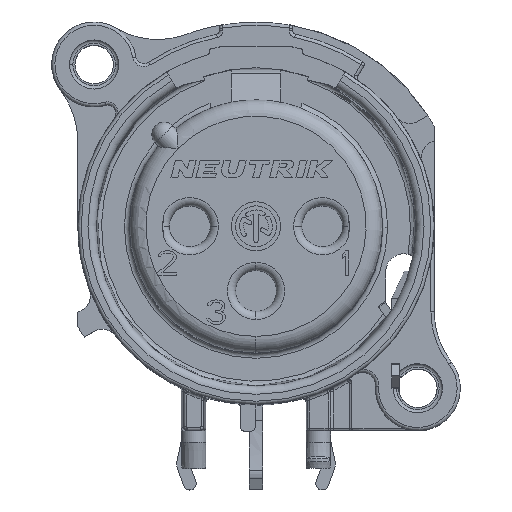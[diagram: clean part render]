
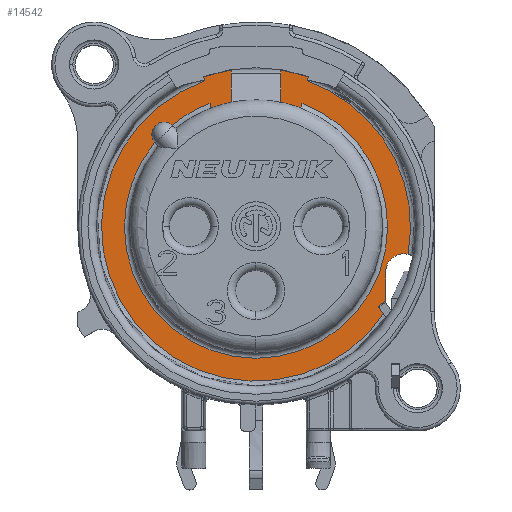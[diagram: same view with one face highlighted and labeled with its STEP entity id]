
A CAD part, top view. The second image highlights one B-rep face of the part: STEP entity #14542.
In plain terms, the highlighted planar face has unit normal (0, 0, 1).
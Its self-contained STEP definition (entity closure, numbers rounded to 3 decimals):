
#1=CARTESIAN_POINT('',(0.,0.,-4.8));
#2=DIRECTION('',(0.,0.,-1.));
#3=DIRECTION('',(0.349,0.937,0.));
#4=AXIS2_PLACEMENT_3D('',#1,#2,#3);
#32=CARTESIAN_POINT('',(0.,0.,-4.8));
#33=DIRECTION('',(0.,0.,-1.));
#34=DIRECTION('',(-0.638,0.77,0.));
#35=AXIS2_PLACEMENT_3D('',#32,#33,#34);
#63=CARTESIAN_POINT('',(-5.621,5.621,-4.8));
#64=DIRECTION('',(0.,0.,-1.));
#65=DIRECTION('',(-0.766,-0.643,0.));
#66=AXIS2_PLACEMENT_3D('',#63,#64,#65);
#68=CARTESIAN_POINT('',(0.,0.,-4.8));
#69=DIRECTION('',(0.,0.,-1.));
#70=DIRECTION('',(-0.33,0.944,0.));
#71=AXIS2_PLACEMENT_3D('',#68,#69,#70);
#73=DIRECTION('',(0.,1.,0.));
#74=VECTOR('',#73,2.356);
#75=CARTESIAN_POINT('',(7.94,-5.124,-4.8));
#76=LINE('',#75,#74);
#77=DIRECTION('',(-0.238,-0.971,0.));
#78=VECTOR('',#77,0.302);
#79=CARTESIAN_POINT('',(2.812,7.543,-4.8));
#80=LINE('',#79,#78);
#90=CARTESIAN_POINT('',(0.,0.,-4.8));
#91=DIRECTION('',(0.,0.,-1.));
#92=DIRECTION('',(0.194,0.981,0.));
#93=AXIS2_PLACEMENT_3D('',#90,#91,#92);
#183=DIRECTION('',(0.,-1.,0.));
#184=VECTOR('',#183,0.397);
#185=CARTESIAN_POINT('',(-1.5,8.,-4.8));
#186=LINE('',#185,#184);
#214=DIRECTION('',(0.238,-0.971,0.011));
#215=VECTOR('',#214,0.208);
#216=CARTESIAN_POINT('',(-3.208,9.163,-4.8));
#217=LINE('',#216,#215);
#237=CARTESIAN_POINT('',(3.159,8.961,-4.798));
#238=CARTESIAN_POINT('',(3.155,8.945,-4.798));
#239=CARTESIAN_POINT('',(3.15,8.927,-4.8));
#240=CARTESIAN_POINT('',(3.147,8.911,-4.8));
#267=CARTESIAN_POINT('',(0.,0.,-4.8));
#268=DIRECTION('',(0.,0.,1.));
#269=DIRECTION('',(0.984,-0.178,0.));
#270=AXIS2_PLACEMENT_3D('',#267,#268,#269);
#272=CARTESIAN_POINT('',(-3.159,8.961,-4.798));
#273=CARTESIAN_POINT('',(-3.155,8.945,-4.798));
#274=CARTESIAN_POINT('',(-3.15,8.927,-4.8));
#275=CARTESIAN_POINT('',(-3.147,8.911,-4.8));
#277=CARTESIAN_POINT('',(0.,0.,-4.8));
#278=DIRECTION('',(0.,0.,1.));
#279=DIRECTION('',(-0.333,0.943,0.));
#280=AXIS2_PLACEMENT_3D('',#277,#278,#279);
#291=CARTESIAN_POINT('',(7.94,-5.124,-4.8));
#336=DIRECTION('',(0.238,0.971,-0.011));
#337=VECTOR('',#336,0.208);
#338=CARTESIAN_POINT('',(3.159,8.961,-4.798));
#339=LINE('',#338,#337);
#2290=DIRECTION('',(0.238,-0.971,0.));
#2291=VECTOR('',#2290,0.302);
#2292=CARTESIAN_POINT('',(-2.812,7.543,-4.8));
#2293=LINE('',#2292,#2291);
#2307=CARTESIAN_POINT('',(0.,0.,-4.8));
#2308=DIRECTION('',(0.,0.,-1.));
#2309=DIRECTION('',(-0.354,0.935,0.));
#2310=AXIS2_PLACEMENT_3D('',#2307,#2308,#2309);
#8300=CARTESIAN_POINT('',(7.94,-2.768,-4.8));
#8301=CARTESIAN_POINT('',(7.94,-2.652,-4.8));
#8302=CARTESIAN_POINT('',(7.973,-2.46,-4.8));
#8303=CARTESIAN_POINT('',(8.101,-2.156,-4.8));
#8304=CARTESIAN_POINT('',(8.342,-1.879,-4.8));
#8305=CARTESIAN_POINT('',(8.666,-1.706,-4.8));
#8306=CARTESIAN_POINT('',(8.992,-1.65,-4.8));
#8307=CARTESIAN_POINT('',(9.185,-1.66,-4.8));
#8308=CARTESIAN_POINT('',(9.298,-1.687,-4.8));
#8887=DIRECTION('',(0.,-1.,0.));
#8888=VECTOR('',#8887,0.397);
#8889=CARTESIAN_POINT('',(1.5,8.,-4.8));
#8890=LINE('',#8889,#8888);
#8938=DIRECTION('',(1.,0.,0.));
#8939=VECTOR('',#8938,3.);
#8940=CARTESIAN_POINT('',(-1.5,8.,-4.8));
#8941=LINE('',#8940,#8939);
#11643=CARTESIAN_POINT('',(-6.196,5.139,-4.8));
#11644=CARTESIAN_POINT('',(-5.139,6.196,-4.8));
#11645=VERTEX_POINT('',#11643);
#11646=VERTEX_POINT('',#11644);
#12636=VERTEX_POINT('',#291);
#12644=VERTEX_POINT('',#8300);
#12645=VERTEX_POINT('',#8308);
#14333=VERTEX_POINT('',#237);
#14334=VERTEX_POINT('',#240);
#14335=CARTESIAN_POINT('',(2.812,7.543,-4.8));
#14336=CARTESIAN_POINT('',(2.74,7.249,-4.8));
#14337=VERTEX_POINT('',#14335);
#14338=VERTEX_POINT('',#14336);
#14339=VERTEX_POINT('',#272);
#14340=VERTEX_POINT('',#275);
#14341=CARTESIAN_POINT('',(-2.812,7.543,-4.8));
#14342=CARTESIAN_POINT('',(-2.74,7.249,-4.8));
#14343=VERTEX_POINT('',#14341);
#14344=VERTEX_POINT('',#14342);
#14345=CARTESIAN_POINT('',(-1.5,8.,-4.8));
#14346=CARTESIAN_POINT('',(-1.5,7.603,-4.8));
#14347=VERTEX_POINT('',#14345);
#14348=VERTEX_POINT('',#14346);
#14349=CARTESIAN_POINT('',(1.5,8.,-4.8));
#14350=CARTESIAN_POINT('',(1.5,7.603,-4.8));
#14351=VERTEX_POINT('',#14349);
#14352=VERTEX_POINT('',#14350);
#14353=CARTESIAN_POINT('',(-3.208,9.163,-4.8));
#14354=CARTESIAN_POINT('',(3.208,9.163,-4.8));
#14355=VERTEX_POINT('',#14353);
#14356=VERTEX_POINT('',#14354);
#14497=CARTESIAN_POINT('',(0.,0.,-4.8));
#14498=DIRECTION('',(0.,0.,1.));
#14499=DIRECTION('',(0.,-1.,0.));
#14500=AXIS2_PLACEMENT_3D('',#14497,#14498,#14499);
#14501=PLANE('',#14500);
#14503=ORIENTED_EDGE('',*,*,#14502,.T.);
#14505=ORIENTED_EDGE('',*,*,#14504,.F.);
#14507=ORIENTED_EDGE('',*,*,#14506,.T.);
#14509=ORIENTED_EDGE('',*,*,#14508,.F.);
#14511=ORIENTED_EDGE('',*,*,#14510,.F.);
#14513=ORIENTED_EDGE('',*,*,#14512,.F.);
#14515=ORIENTED_EDGE('',*,*,#14514,.F.);
#14517=ORIENTED_EDGE('',*,*,#14516,.F.);
#14519=ORIENTED_EDGE('',*,*,#14518,.F.);
#14520=EDGE_LOOP('',(#14503,#14505,#14507,#14509,#14511,#14513,#14515,#14517,
#14519));
#14521=FACE_OUTER_BOUND('',#14520,.F.);
#14522=ORIENTED_EDGE('',*,*,#14466,.F.);
#14524=ORIENTED_EDGE('',*,*,#14523,.T.);
#14526=ORIENTED_EDGE('',*,*,#14525,.F.);
#14528=ORIENTED_EDGE('',*,*,#14527,.F.);
#14530=ORIENTED_EDGE('',*,*,#14529,.F.);
#14532=ORIENTED_EDGE('',*,*,#14531,.T.);
#14534=ORIENTED_EDGE('',*,*,#14533,.F.);
#14536=ORIENTED_EDGE('',*,*,#14535,.F.);
#14537=ORIENTED_EDGE('',*,*,#14484,.F.);
#14539=ORIENTED_EDGE('',*,*,#14538,.F.);
#14540=EDGE_LOOP('',(#14522,#14524,#14526,#14528,#14530,#14532,#14534,#14536,
#14537,#14539));
#14541=FACE_BOUND('',#14540,.F.);
#14542=ADVANCED_FACE('',(#14521,#14541),#14501,.T.);
#5=CIRCLE('',#4,8.05);
#36=CIRCLE('',#35,8.05);
#67=CIRCLE('',#66,0.75);
#72=CIRCLE('',#71,9.708);
#94=CIRCLE('',#93,7.75);
#241=B_SPLINE_CURVE_WITH_KNOTS('',3,(#237,#238,#239,#240),.UNSPECIFIED.,.F.,.F.,
(4,4),(0.,1.),.UNSPECIFIED.);
#271=CIRCLE('',#270,9.45);
#276=B_SPLINE_CURVE_WITH_KNOTS('',3,(#272,#273,#274,#275),.UNSPECIFIED.,.F.,.F.,
(4,4),(0.,1.),.UNSPECIFIED.);
#281=CIRCLE('',#280,9.45);
#2311=CIRCLE('',#2310,7.75);
#8309=B_SPLINE_CURVE_WITH_KNOTS('',3,(#8300,#8301,#8302,#8303,#8304,#8305,#8306,
#8307,#8308),.UNSPECIFIED.,.F.,.F.,(4,1,1,1,1,1,4),(0.,0.125,0.25,0.5,
0.75,0.875,1.),.UNSPECIFIED.);
#14466=EDGE_CURVE('',#14337,#11645,#5,.T.);
#14484=EDGE_CURVE('',#11646,#14343,#36,.T.);
#14502=EDGE_CURVE('',#14355,#14356,#72,.T.);
#14504=EDGE_CURVE('',#14333,#14356,#339,.T.);
#14506=EDGE_CURVE('',#14333,#14334,#241,.T.);
#14508=EDGE_CURVE('',#12645,#14334,#271,.T.);
#14510=EDGE_CURVE('',#12644,#12645,#8309,.T.);
#14512=EDGE_CURVE('',#12636,#12644,#76,.T.);
#14514=EDGE_CURVE('',#14340,#12636,#281,.T.);
#14516=EDGE_CURVE('',#14339,#14340,#276,.T.);
#14518=EDGE_CURVE('',#14355,#14339,#217,.T.);
#14523=EDGE_CURVE('',#14337,#14338,#80,.T.);
#14525=EDGE_CURVE('',#14352,#14338,#94,.T.);
#14527=EDGE_CURVE('',#14351,#14352,#8890,.T.);
#14529=EDGE_CURVE('',#14347,#14351,#8941,.T.);
#14531=EDGE_CURVE('',#14347,#14348,#186,.T.);
#14533=EDGE_CURVE('',#14344,#14348,#2311,.T.);
#14535=EDGE_CURVE('',#14343,#14344,#2293,.T.);
#14538=EDGE_CURVE('',#11645,#11646,#67,.T.);
